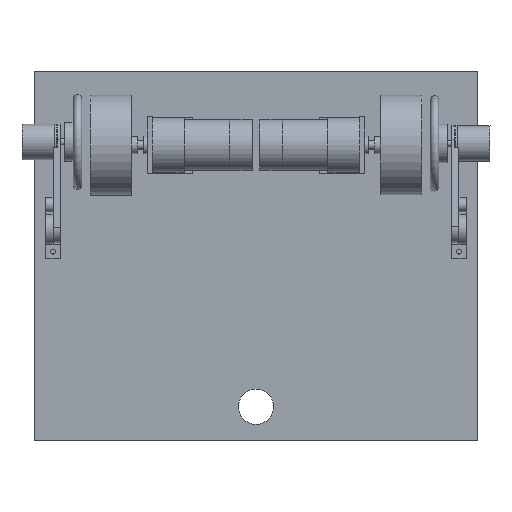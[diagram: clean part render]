
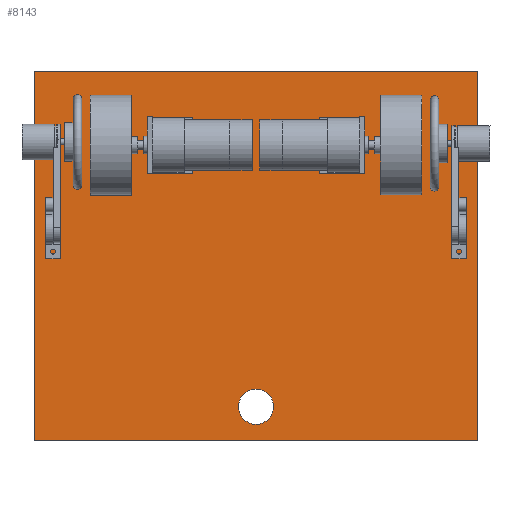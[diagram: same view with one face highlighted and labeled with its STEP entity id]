
A CAD part, top view. The second image highlights one B-rep face of the part: STEP entity #8143.
In plain terms, the highlighted planar face has unit normal (0, 0, 1).
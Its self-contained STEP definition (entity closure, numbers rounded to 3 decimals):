
#348=FACE_BOUND('',#1279,.T.);
#534=PLANE('',#8862);
#817=FACE_OUTER_BOUND('',#1278,.T.);
#1278=EDGE_LOOP('',(#5647,#5648,#5649,#5650));
#1279=EDGE_LOOP('',(#5651));
#1885=LINE('',#12385,#2558);
#1888=LINE('',#12391,#2561);
#1891=LINE('',#12397,#2564);
#1894=LINE('',#12401,#2567);
#2558=VECTOR('',#9817,10.);
#2561=VECTOR('',#9822,10.);
#2564=VECTOR('',#9827,10.);
#2567=VECTOR('',#9832,10.);
#3228=CIRCLE('',#8856,11.925);
#3654=VERTEX_POINT('',#12373);
#3658=VERTEX_POINT('',#12382);
#3659=VERTEX_POINT('',#12384);
#3661=VERTEX_POINT('',#12390);
#3663=VERTEX_POINT('',#12396);
#4432=EDGE_CURVE('',#3654,#3654,#3228,.T.);
#4437=EDGE_CURVE('',#3659,#3658,#1885,.T.);
#4440=EDGE_CURVE('',#3661,#3659,#1888,.T.);
#4443=EDGE_CURVE('',#3663,#3661,#1891,.T.);
#4446=EDGE_CURVE('',#3658,#3663,#1894,.T.);
#5647=ORIENTED_EDGE('',*,*,#4446,.T.);
#5648=ORIENTED_EDGE('',*,*,#4443,.T.);
#5649=ORIENTED_EDGE('',*,*,#4440,.T.);
#5650=ORIENTED_EDGE('',*,*,#4437,.T.);
#5651=ORIENTED_EDGE('',*,*,#4432,.T.);
#8143=ADVANCED_FACE('',(#817,#348),#534,.T.);
#8856=AXIS2_PLACEMENT_3D('',#12374,#9808,#9809);
#8862=AXIS2_PLACEMENT_3D('',#12402,#9833,#9834);
#9808=DIRECTION('center_axis',(0.,0.,-1.));
#9809=DIRECTION('ref_axis',(1.,0.,0.));
#9817=DIRECTION('',(0.,1.,0.));
#9822=DIRECTION('',(1.,0.,0.));
#9827=DIRECTION('',(0.,-1.,0.));
#9832=DIRECTION('',(-1.,0.,0.));
#9833=DIRECTION('center_axis',(0.,0.,1.));
#9834=DIRECTION('ref_axis',(1.,0.,0.));
#12373=CARTESIAN_POINT('',(-11.925,-101.925,2.5));
#12374=CARTESIAN_POINT('Origin',(0.,-101.925,2.5));
#12382=CARTESIAN_POINT('',(150.,125.,2.5));
#12384=CARTESIAN_POINT('',(150.,-125.,2.5));
#12385=CARTESIAN_POINT('',(150.,125.,2.5));
#12390=CARTESIAN_POINT('',(-150.,-125.,2.5));
#12391=CARTESIAN_POINT('',(150.,-125.,2.5));
#12396=CARTESIAN_POINT('',(-150.,125.,2.5));
#12397=CARTESIAN_POINT('',(-150.,-125.,2.5));
#12401=CARTESIAN_POINT('',(-150.,125.,2.5));
#12402=CARTESIAN_POINT('Origin',(0.,0.,2.5));
